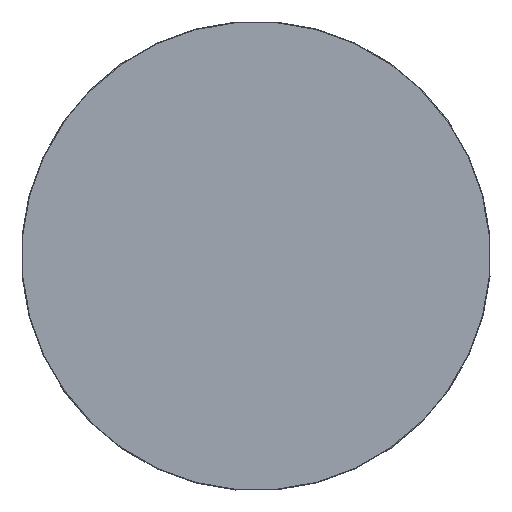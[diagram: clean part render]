
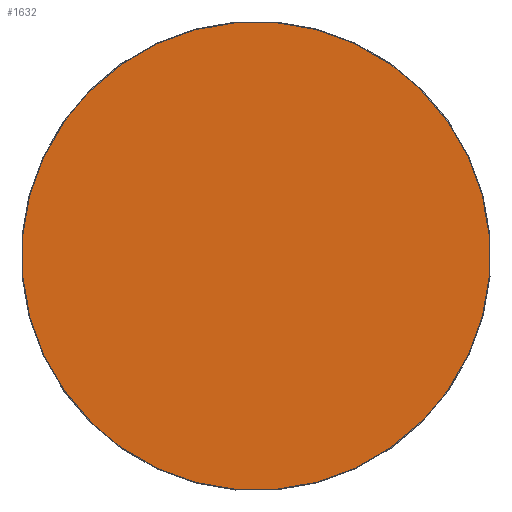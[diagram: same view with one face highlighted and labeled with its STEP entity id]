
A CAD part, front view. The second image highlights one B-rep face of the part: STEP entity #1632.
In plain terms, the highlighted planar face has unit normal (0, -1, 0).
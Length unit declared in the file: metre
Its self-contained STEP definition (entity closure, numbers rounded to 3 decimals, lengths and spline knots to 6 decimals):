
#410=FACE_OUTER_BOUND('',#512,.T.);
#512=EDGE_LOOP('',(#1407,#1408));
#621=CIRCLE('',#1816,0.079524);
#622=CIRCLE('',#1817,0.079524);
#784=VERTEX_POINT('',#6509);
#785=VERTEX_POINT('',#6510);
#998=EDGE_CURVE('',#784,#785,#621,.T.);
#999=EDGE_CURVE('',#785,#784,#622,.T.);
#1407=ORIENTED_EDGE('',*,*,#998,.T.);
#1408=ORIENTED_EDGE('',*,*,#999,.T.);
#1553=PLANE('',#1821);
#1632=ADVANCED_FACE('',(#410),#1553,.T.);
#1816=AXIS2_PLACEMENT_3D('',#6511,#2192,#2193);
#1817=AXIS2_PLACEMENT_3D('',#6512,#2194,#2195);
#1821=AXIS2_PLACEMENT_3D('',#6518,#2202,#2203);
#2192=DIRECTION('center_axis',(0.,-1.,0.));
#2193=DIRECTION('ref_axis',(0.089,0.,-0.996));
#2194=DIRECTION('center_axis',(0.,-1.,0.));
#2195=DIRECTION('ref_axis',(0.089,0.,-0.996));
#2202=DIRECTION('center_axis',(0.,-1.,0.));
#2203=DIRECTION('ref_axis',(-0.996,0.,-0.089));
#6509=CARTESIAN_POINT('',(0.007084,0.,-0.079208));
#6510=CARTESIAN_POINT('',(0.079208,0.,0.007084));
#6511=CARTESIAN_POINT('Origin',(0.,0.,
0.));
#6512=CARTESIAN_POINT('Origin',(0.,0.,
0.));
#6518=CARTESIAN_POINT('Origin',(0.,0.,
0.));
